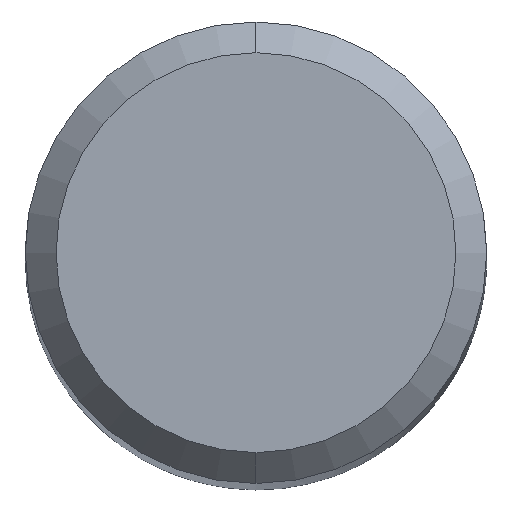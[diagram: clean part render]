
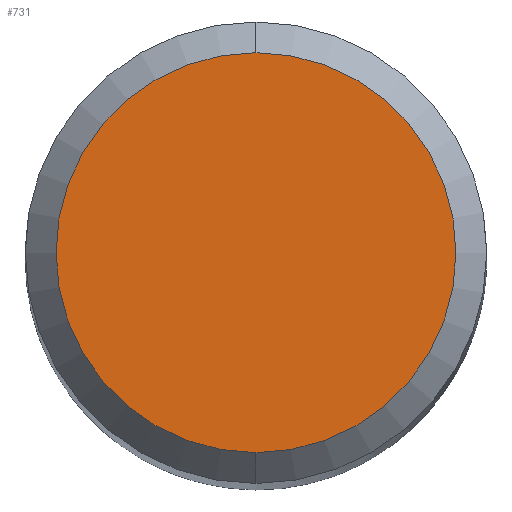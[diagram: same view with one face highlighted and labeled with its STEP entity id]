
A CAD part, top view. The second image highlights one B-rep face of the part: STEP entity #731.
In plain terms, the highlighted planar face has unit normal (0, 0, 1).
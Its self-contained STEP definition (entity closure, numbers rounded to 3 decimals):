
#397=EDGE_CURVE('',#775,#559,#1006,.T.);
#559=VERTEX_POINT('',#1186);
#649=EDGE_CURVE('',#559,#775,#1284,.T.);
#731=ADVANCED_FACE('',(#1374),#1375,.T.);
#775=VERTEX_POINT('',#1420);
#1006=CIRCLE('',#1768,2.6);
#1186=CARTESIAN_POINT('',(0.,-2.6,0.0));
#1284=CIRCLE('',#2536,2.6);
#1374=FACE_OUTER_BOUND('',#2872,.T.);
#1375=PLANE('',#2873);
#1420=CARTESIAN_POINT('',(0.0,2.6,0.0));
#1768=AXIS2_PLACEMENT_3D('',#3414,#3415,#3416);
#2536=AXIS2_PLACEMENT_3D('',#3689,#3690,#3691);
#2872=EDGE_LOOP('',(#3777,#3778));
#2873=AXIS2_PLACEMENT_3D('',#3779,#3780,#3781);
#3414=CARTESIAN_POINT('',(0.0,0.0,0.0));
#3415=DIRECTION('',(0.0,0.0,-1.0));
#3416=DIRECTION('',(0.0,1.0,0.0));
#3689=CARTESIAN_POINT('',(0.0,0.0,0.0));
#3690=DIRECTION('',(0.0,0.0,-1.0));
#3691=DIRECTION('',(0.0,1.0,0.0));
#3777=ORIENTED_EDGE('',*,*,#397,.F.);
#3778=ORIENTED_EDGE('',*,*,#649,.F.);
#3779=CARTESIAN_POINT('',(0.0,1.3,0.0));
#3780=DIRECTION('',(-0.0,0.0,1.0));
#3781=DIRECTION('',(0.0,-1.0,0.0));
